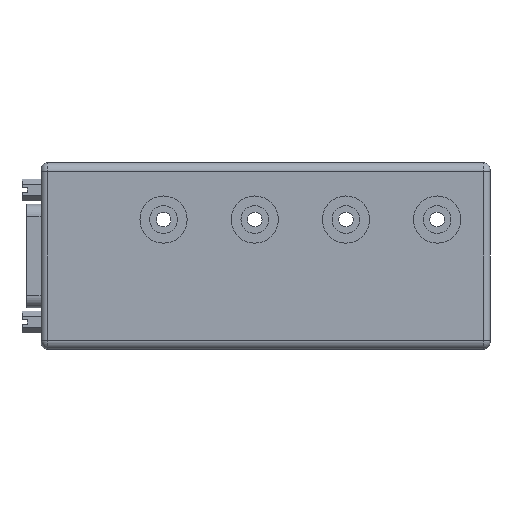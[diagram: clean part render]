
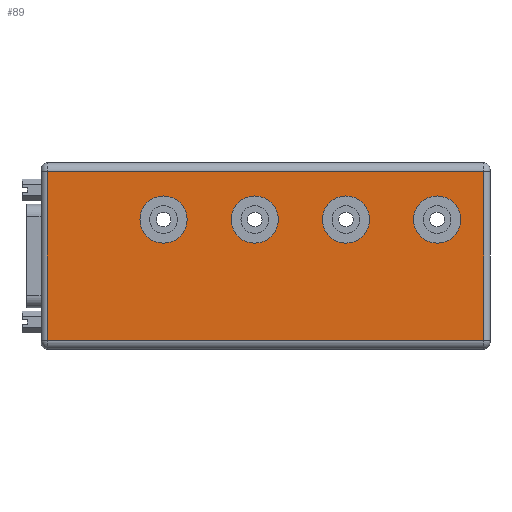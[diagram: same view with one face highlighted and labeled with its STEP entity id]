
A CAD part, front view. The second image highlights one B-rep face of the part: STEP entity #89.
In plain terms, the highlighted planar face has unit normal (0, -1, 0).
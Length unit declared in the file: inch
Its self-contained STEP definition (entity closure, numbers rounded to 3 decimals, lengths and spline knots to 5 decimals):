
#30 = EDGE_LOOP ( 'NONE', ( #3777, #2668 ) ) ;
#33 = CARTESIAN_POINT ( 'NONE',  ( 2.123, 0., -0.7975 ) ) ;
#68 = DIRECTION ( 'NONE',  ( 0., -1., 0. ) ) ;
#89 = ADVANCED_FACE ( 'NONE', ( #2060, #7001, #1006, #413, #6824 ), #6022, .F. ) ;
#106 = CARTESIAN_POINT ( 'NONE',  ( 0.0625, 0., -0.09 ) ) ;
#110 = DIRECTION ( 'NONE',  ( 0., 0., 1. ) ) ;
#122 = VERTEX_POINT ( 'NONE', #7386 ) ;
#283 = ORIENTED_EDGE ( 'NONE', *, *, #1102, .F. ) ;
#339 = DIRECTION ( 'NONE',  ( 0., -1., 0. ) ) ;
#413 = FACE_BOUND ( 'NONE', #819, .T. ) ;
#429 = CIRCLE ( 'NONE', #6390, 0.2345 ) ;
#471 = AXIS2_PLACEMENT_3D ( 'NONE', #7573, #3836, #110 ) ;
#478 = VERTEX_POINT ( 'NONE', #4183 ) ;
#585 = VERTEX_POINT ( 'NONE', #4262 ) ;
#596 = VERTEX_POINT ( 'NONE', #1809 ) ;
#734 = ORIENTED_EDGE ( 'NONE', *, *, #7150, .T. ) ;
#815 = CARTESIAN_POINT ( 'NONE',  ( 1.217, 0., -0.7975 ) ) ;
#819 = EDGE_LOOP ( 'NONE', ( #6131, #5370 ) ) ;
#863 = CIRCLE ( 'NONE', #471, 0.2345 ) ;
#1006 = FACE_BOUND ( 'NONE', #30, .T. ) ;
#1040 = VERTEX_POINT ( 'NONE', #4598 ) ;
#1102 = EDGE_CURVE ( 'NONE', #596, #3371, #4614, .T. ) ;
#1112 = AXIS2_PLACEMENT_3D ( 'NONE', #4074, #339, #4693 ) ;
#1141 = LINE ( 'NONE', #2448, #7528 ) ;
#1190 = CARTESIAN_POINT ( 'NONE',  ( 2.123, 0., -0.3285 ) ) ;
#1227 = CARTESIAN_POINT ( 'NONE',  ( 2.123, 0., -0.563 ) ) ;
#1277 = CARTESIAN_POINT ( 'NONE',  ( 3.029, 0., -0.563 ) ) ;
#1508 = CARTESIAN_POINT ( 'NONE',  ( 4.46, 0., -1.76 ) ) ;
#1589 = LINE ( 'NONE', #1508, #3998 ) ;
#1773 = EDGE_CURVE ( 'NONE', #2615, #478, #1882, .T. ) ;
#1809 = CARTESIAN_POINT ( 'NONE',  ( 3.935, 0., -0.7975 ) ) ;
#1858 = DIRECTION ( 'NONE',  ( 0., 0., 1. ) ) ;
#1882 = LINE ( 'NONE', #6504, #8097 ) ;
#1897 = DIRECTION ( 'NONE',  ( 0., 0., 1. ) ) ;
#2039 = CARTESIAN_POINT ( 'NONE',  ( 3.029, 0., -0.563 ) ) ;
#2060 = FACE_OUTER_BOUND ( 'NONE', #7316, .T. ) ;
#2156 = AXIS2_PLACEMENT_3D ( 'NONE', #1277, #5610, #1897 ) ;
#2318 = CIRCLE ( 'NONE', #2156, 0.2345 ) ;
#2383 = CARTESIAN_POINT ( 'NONE',  ( 3.935, 0., -0.563 ) ) ;
#2423 = VECTOR ( 'NONE', #6343, 39.37008 ) ;
#2424 = AXIS2_PLACEMENT_3D ( 'NONE', #2383, #6709, #3006 ) ;
#2448 = CARTESIAN_POINT ( 'NONE',  ( 4.3975, 0., -0.09 ) ) ;
#2482 = EDGE_CURVE ( 'NONE', #4911, #1040, #429, .T. ) ;
#2508 = CIRCLE ( 'NONE', #2424, 0.2345 ) ;
#2587 = CARTESIAN_POINT ( 'NONE',  ( 2.123, 0., -0.563 ) ) ;
#2615 = VERTEX_POINT ( 'NONE', #5290 ) ;
#2661 = DIRECTION ( 'NONE',  ( 0., 0., 1. ) ) ;
#2668 = ORIENTED_EDGE ( 'NONE', *, *, #7323, .F. ) ;
#3006 = DIRECTION ( 'NONE',  ( 0., 0., 1. ) ) ;
#3048 = DIRECTION ( 'NONE',  ( 0., 1., 0. ) ) ;
#3057 = EDGE_LOOP ( 'NONE', ( #7572, #283 ) ) ;
#3195 = ORIENTED_EDGE ( 'NONE', *, *, #5083, .F. ) ;
#3208 = DIRECTION ( 'NONE',  ( 0., 0., 1. ) ) ;
#3371 = VERTEX_POINT ( 'NONE', #7201 ) ;
#3409 = AXIS2_PLACEMENT_3D ( 'NONE', #1227, #5561, #1858 ) ;
#3413 = DIRECTION ( 'NONE',  ( -1., 0., 0. ) ) ;
#3468 = EDGE_CURVE ( 'NONE', #3371, #596, #2508, .T. ) ;
#3777 = ORIENTED_EDGE ( 'NONE', *, *, #6641, .F. ) ;
#3802 = CARTESIAN_POINT ( 'NONE',  ( 1.217, 0., -0.563 ) ) ;
#3836 = DIRECTION ( 'NONE',  ( 0., -1., 0. ) ) ;
#3998 = VECTOR ( 'NONE', #5844, 39.37008 ) ;
#4074 = CARTESIAN_POINT ( 'NONE',  ( 3.935, 0., -0.563 ) ) ;
#4146 = VERTEX_POINT ( 'NONE', #5504 ) ;
#4160 = AXIS2_PLACEMENT_3D ( 'NONE', #3802, #68, #4422 ) ;
#4183 = CARTESIAN_POINT ( 'NONE',  ( 0.0625, 0., -0.09 ) ) ;
#4252 = DIRECTION ( 'NONE',  ( 0., 0., 1. ) ) ;
#4255 = LINE ( 'NONE', #106, #2423 ) ;
#4262 = CARTESIAN_POINT ( 'NONE',  ( 0.0625, 0., -1.76 ) ) ;
#4310 = DIRECTION ( 'NONE',  ( 0., 0., 1. ) ) ;
#4386 = EDGE_CURVE ( 'NONE', #4146, #6370, #5958, .T. ) ;
#4422 = DIRECTION ( 'NONE',  ( 0., 0., 1. ) ) ;
#4488 = EDGE_CURVE ( 'NONE', #122, #585, #1589, .T. ) ;
#4598 = CARTESIAN_POINT ( 'NONE',  ( 3.029, 0., -0.7975 ) ) ;
#4614 = CIRCLE ( 'NONE', #1112, 0.2345 ) ;
#4657 = AXIS2_PLACEMENT_3D ( 'NONE', #4796, #3048, #4252 ) ;
#4693 = DIRECTION ( 'NONE',  ( 0., 0., 1. ) ) ;
#4796 = CARTESIAN_POINT ( 'NONE',  ( 4.46, 0., -0.09 ) ) ;
#4819 = CIRCLE ( 'NONE', #7527, 0.2345 ) ;
#4880 = VERTEX_POINT ( 'NONE', #1190 ) ;
#4911 = VERTEX_POINT ( 'NONE', #8033 ) ;
#5083 = EDGE_CURVE ( 'NONE', #6370, #4146, #863, .T. ) ;
#5146 = ORIENTED_EDGE ( 'NONE', *, *, #4386, .F. ) ;
#5290 = CARTESIAN_POINT ( 'NONE',  ( 4.3975, 0., -0.09 ) ) ;
#5370 = ORIENTED_EDGE ( 'NONE', *, *, #6734, .F. ) ;
#5504 = CARTESIAN_POINT ( 'NONE',  ( 1.217, 0., -0.3285 ) ) ;
#5561 = DIRECTION ( 'NONE',  ( 0., -1., 0. ) ) ;
#5610 = DIRECTION ( 'NONE',  ( 0., -1., 0. ) ) ;
#5821 = EDGE_LOOP ( 'NONE', ( #5146, #3195 ) ) ;
#5844 = DIRECTION ( 'NONE',  ( -1., 0., 0. ) ) ;
#5958 = CIRCLE ( 'NONE', #4160, 0.2345 ) ;
#6022 = PLANE ( 'NONE',  #4657 ) ;
#6085 = ORIENTED_EDGE ( 'NONE', *, *, #6882, .T. ) ;
#6131 = ORIENTED_EDGE ( 'NONE', *, *, #2482, .F. ) ;
#6343 = DIRECTION ( 'NONE',  ( 0., 0., -1. ) ) ;
#6370 = VERTEX_POINT ( 'NONE', #815 ) ;
#6378 = DIRECTION ( 'NONE',  ( 0., -1., 0. ) ) ;
#6390 = AXIS2_PLACEMENT_3D ( 'NONE', #2039, #6378, #2661 ) ;
#6504 = CARTESIAN_POINT ( 'NONE',  ( 4.46, 0., -0.09 ) ) ;
#6641 = EDGE_CURVE ( 'NONE', #4880, #7281, #7457, .T. ) ;
#6709 = DIRECTION ( 'NONE',  ( 0., -1., 0. ) ) ;
#6734 = EDGE_CURVE ( 'NONE', #1040, #4911, #2318, .T. ) ;
#6824 = FACE_BOUND ( 'NONE', #3057, .T. ) ;
#6882 = EDGE_CURVE ( 'NONE', #478, #585, #4255, .T. ) ;
#6921 = DIRECTION ( 'NONE',  ( 0., -1., 0. ) ) ;
#6937 = ORIENTED_EDGE ( 'NONE', *, *, #4488, .F. ) ;
#7001 = FACE_BOUND ( 'NONE', #5821, .T. ) ;
#7150 = EDGE_CURVE ( 'NONE', #122, #2615, #1141, .T. ) ;
#7201 = CARTESIAN_POINT ( 'NONE',  ( 3.935, 0., -0.3285 ) ) ;
#7281 = VERTEX_POINT ( 'NONE', #33 ) ;
#7316 = EDGE_LOOP ( 'NONE', ( #6937, #734, #7393, #6085 ) ) ;
#7323 = EDGE_CURVE ( 'NONE', #7281, #4880, #4819, .T. ) ;
#7386 = CARTESIAN_POINT ( 'NONE',  ( 4.3975, 0., -1.76 ) ) ;
#7393 = ORIENTED_EDGE ( 'NONE', *, *, #1773, .T. ) ;
#7457 = CIRCLE ( 'NONE', #3409, 0.2345 ) ;
#7527 = AXIS2_PLACEMENT_3D ( 'NONE', #2587, #6921, #3208 ) ;
#7528 = VECTOR ( 'NONE', #4310, 39.37008 ) ;
#7572 = ORIENTED_EDGE ( 'NONE', *, *, #3468, .F. ) ;
#7573 = CARTESIAN_POINT ( 'NONE',  ( 1.217, 0., -0.563 ) ) ;
#8033 = CARTESIAN_POINT ( 'NONE',  ( 3.029, 0., -0.3285 ) ) ;
#8097 = VECTOR ( 'NONE', #3413, 39.37008 ) ;
